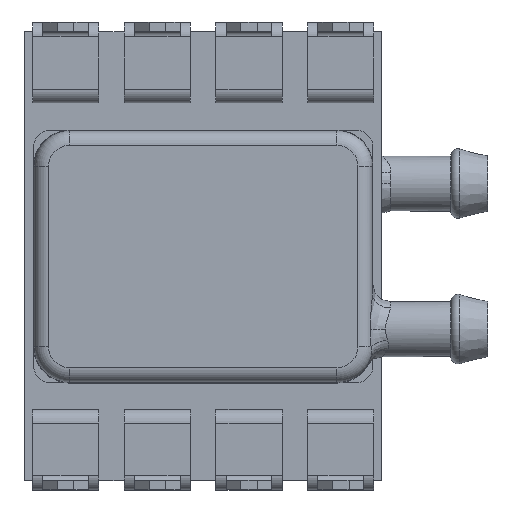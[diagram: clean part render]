
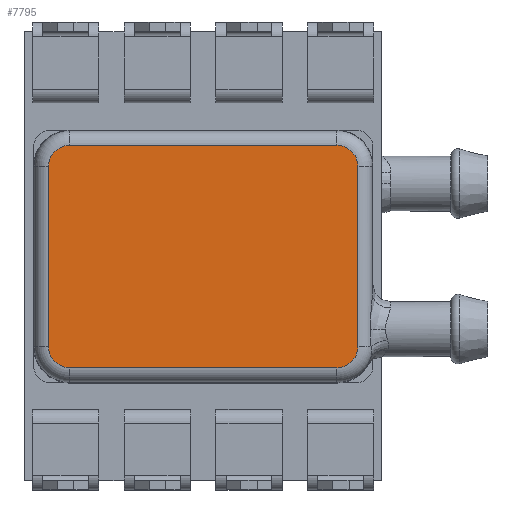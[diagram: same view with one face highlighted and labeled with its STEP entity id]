
A CAD part, top view. The second image highlights one B-rep face of the part: STEP entity #7795.
In plain terms, the highlighted planar face has unit normal (0, 0, 1).
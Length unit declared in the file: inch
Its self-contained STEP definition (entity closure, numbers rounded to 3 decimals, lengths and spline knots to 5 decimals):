
#461=PLANE('',#8582);
#880=FACE_OUTER_BOUND('',#1362,.T.);
#1362=EDGE_LOOP('',(#7241,#7242,#7243,#7244,#7245,#7246,#7247,#7248));
#2083=LINE('',#14107,#2798);
#2084=LINE('',#14115,#2799);
#2087=LINE('',#14444,#2802);
#2088=LINE('',#14447,#2803);
#2798=VECTOR('',#10779,0.29134);
#2799=VECTOR('',#10790,0.19685);
#2802=VECTOR('',#10833,0.19685);
#2803=VECTOR('',#10836,0.29134);
#3149=CIRCLE('',#8561,0.02289);
#3161=CIRCLE('',#8580,0.02289);
#3163=CIRCLE('',#8583,0.02289);
#3164=CIRCLE('',#8584,0.02289);
#3879=VERTEX_POINT('',#14104);
#3880=VERTEX_POINT('',#14106);
#3881=VERTEX_POINT('',#14110);
#3882=VERTEX_POINT('',#14114);
#3895=VERTEX_POINT('',#14437);
#3896=VERTEX_POINT('',#14441);
#3897=VERTEX_POINT('',#14443);
#3898=VERTEX_POINT('',#14445);
#4990=EDGE_CURVE('',#3879,#3880,#2083,.T.);
#4992=EDGE_CURVE('',#3881,#3880,#3149,.T.);
#4994=EDGE_CURVE('',#3881,#3882,#2084,.T.);
#5017=EDGE_CURVE('',#3895,#3882,#3161,.T.);
#5019=EDGE_CURVE('',#3879,#3896,#3163,.T.);
#5020=EDGE_CURVE('',#3897,#3896,#2087,.T.);
#5021=EDGE_CURVE('',#3897,#3898,#3164,.T.);
#5022=EDGE_CURVE('',#3895,#3898,#2088,.T.);
#7241=ORIENTED_EDGE('',*,*,#4990,.F.);
#7242=ORIENTED_EDGE('',*,*,#5019,.T.);
#7243=ORIENTED_EDGE('',*,*,#5020,.F.);
#7244=ORIENTED_EDGE('',*,*,#5021,.T.);
#7245=ORIENTED_EDGE('',*,*,#5022,.F.);
#7246=ORIENTED_EDGE('',*,*,#5017,.T.);
#7247=ORIENTED_EDGE('',*,*,#4994,.F.);
#7248=ORIENTED_EDGE('',*,*,#4992,.T.);
#7795=ADVANCED_FACE('',(#880),#461,.T.);
#8561=AXIS2_PLACEMENT_3D('',#14111,#10784,#10785);
#8580=AXIS2_PLACEMENT_3D('',#14438,#10825,#10826);
#8582=AXIS2_PLACEMENT_3D('',#14440,#10829,#10830);
#8583=AXIS2_PLACEMENT_3D('',#14442,#10831,#10832);
#8584=AXIS2_PLACEMENT_3D('',#14446,#10834,#10835);
#10779=DIRECTION('',(1.,0.,0.));
#10784=DIRECTION('center_axis',(0.,0.,1.));
#10785=DIRECTION('ref_axis',(1.,0.,0.));
#10790=DIRECTION('',(0.,-1.,0.));
#10825=DIRECTION('center_axis',(0.,0.,1.));
#10826=DIRECTION('ref_axis',(0.,-1.,0.));
#10829=DIRECTION('center_axis',(0.,0.,1.));
#10830=DIRECTION('ref_axis',(1.,0.,0.));
#10831=DIRECTION('center_axis',(0.,0.,1.));
#10832=DIRECTION('ref_axis',(0.,1.,0.));
#10833=DIRECTION('',(0.,1.,0.));
#10834=DIRECTION('center_axis',(0.,0.,1.));
#10835=DIRECTION('ref_axis',(-1.,0.,0.));
#10836=DIRECTION('',(-1.,0.,0.));
#14104=CARTESIAN_POINT('',(-0.13856,0.12791,-0.00903));
#14106=CARTESIAN_POINT('',(0.15278,0.12791,-0.00903));
#14107=CARTESIAN_POINT('',(-0.13856,0.12791,-0.00903));
#14110=CARTESIAN_POINT('',(0.17567,0.10502,-0.00903));
#14111=CARTESIAN_POINT('Origin',(0.15278,0.10502,-0.00903));
#14114=CARTESIAN_POINT('',(0.17567,-0.09183,-0.00903));
#14115=CARTESIAN_POINT('',(0.17567,0.10502,-0.00903));
#14437=CARTESIAN_POINT('',(0.15278,-0.11472,-0.00903));
#14438=CARTESIAN_POINT('Origin',(0.15278,-0.09183,-0.00903));
#14440=CARTESIAN_POINT('Origin',(0.00707,0.00699,
-0.00903));
#14441=CARTESIAN_POINT('',(-0.16145,0.10502,-0.00903));
#14442=CARTESIAN_POINT('Origin',(-0.13856,0.10502,-0.00903));
#14443=CARTESIAN_POINT('',(-0.16145,-0.09183,-0.00903));
#14444=CARTESIAN_POINT('',(-0.16145,-0.09183,-0.00903));
#14445=CARTESIAN_POINT('',(-0.13856,-0.11472,-0.00903));
#14446=CARTESIAN_POINT('Origin',(-0.13856,-0.09183,-0.00903));
#14447=CARTESIAN_POINT('',(0.15278,-0.11472,-0.00903));
